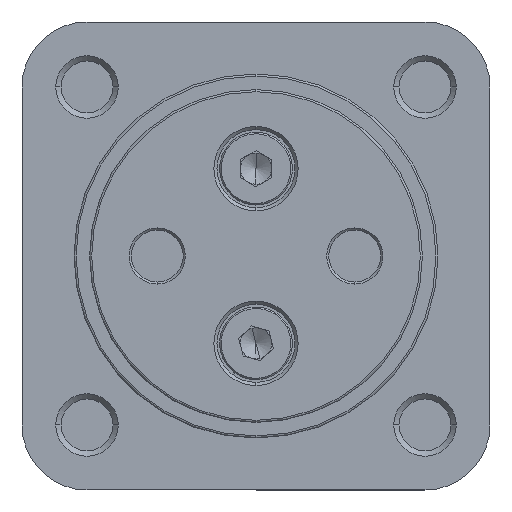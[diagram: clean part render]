
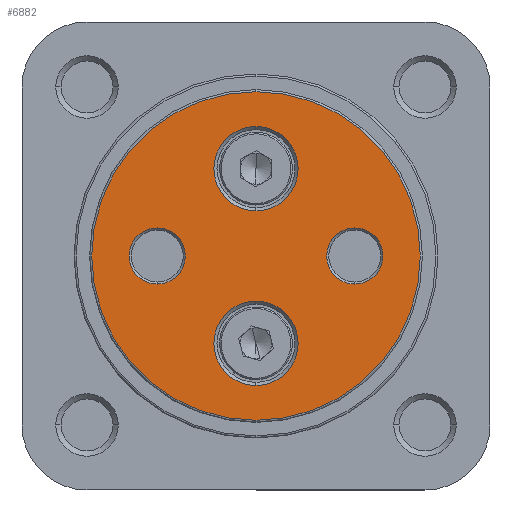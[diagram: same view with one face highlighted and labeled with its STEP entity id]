
A CAD part, left-side view. The second image highlights one B-rep face of the part: STEP entity #6882.
In plain terms, the highlighted planar face has unit normal (-1, 0, 0).
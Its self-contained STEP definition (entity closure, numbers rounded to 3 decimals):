
#14 = EDGE_CURVE ( 'NONE', #3088, #3087, #2016, .T. ) ;
#132 = ORIENTED_EDGE ( 'NONE', *, *, #527, .T. ) ;
#141 = ORIENTED_EDGE ( 'NONE', *, *, #521, .T. ) ;
#142 = ORIENTED_EDGE ( 'NONE', *, *, #7618, .T. ) ;
#143 = ORIENTED_EDGE ( 'NONE', *, *, #528, .T. ) ;
#152 = ORIENTED_EDGE ( 'NONE', *, *, #14, .T. ) ;
#162 = ORIENTED_EDGE ( 'NONE', *, *, #475, .T. ) ;
#163 = ORIENTED_EDGE ( 'NONE', *, *, #426, .T. ) ;
#165 = ORIENTED_EDGE ( 'NONE', *, *, #447, .T. ) ;
#167 = ORIENTED_EDGE ( 'NONE', *, *, #443, .T. ) ;
#207 = ORIENTED_EDGE ( 'NONE', *, *, #479, .T. ) ;
#426 = EDGE_CURVE ( 'NONE', #3087, #3088, #2861, .T. ) ;
#443 = EDGE_CURVE ( 'NONE', #3110, #3109, #2882, .T. ) ;
#447 = EDGE_CURVE ( 'NONE', #3114, #3113, #2888, .T. ) ;
#475 = EDGE_CURVE ( 'NONE', #3142, #3141, #537, .T. ) ;
#479 = EDGE_CURVE ( 'NONE', #3146, #3145, #544, .T. ) ;
#521 = EDGE_CURVE ( 'NONE', #3145, #3146, #608, .T. ) ;
#527 = EDGE_CURVE ( 'NONE', #3141, #3142, #616, .T. ) ;
#528 = EDGE_CURVE ( 'NONE', #3109, #3110, #618, .T. ) ;
#537 = CIRCLE ( 'NONE', #8045, 2.7 ) ;
#544 = CIRCLE ( 'NONE', #8046, 2.7 ) ;
#608 = CIRCLE ( 'NONE', #8063, 2.7 ) ;
#616 = CIRCLE ( 'NONE', #8069, 2.7 ) ;
#618 = CIRCLE ( 'NONE', #8070, 4.05 ) ;
#733 = FACE_BOUND ( 'NONE', #2157, .T. ) ;
#737 = FACE_OUTER_BOUND ( 'NONE', #2153, .T. ) ;
#743 = FACE_BOUND ( 'NONE', #2155, .T. ) ;
#745 = FACE_BOUND ( 'NONE', #2144, .T. ) ;
#747 = FACE_BOUND ( 'NONE', #2156, .T. ) ;
#1243 = CIRCLE ( 'NONE', #8410, 4.05 ) ;
#2016 = CIRCLE ( 'NONE', #7932, 15.8 ) ;
#2144 = EDGE_LOOP ( 'NONE', ( #167, #143 ) ) ;
#2153 = EDGE_LOOP ( 'NONE', ( #152, #163 ) ) ;
#2155 = EDGE_LOOP ( 'NONE', ( #165, #142 ) ) ;
#2156 = EDGE_LOOP ( 'NONE', ( #207, #141 ) ) ;
#2157 = EDGE_LOOP ( 'NONE', ( #162, #132 ) ) ;
#2861 = CIRCLE ( 'NONE', #8017, 15.8 ) ;
#2882 = CIRCLE ( 'NONE', #8028, 4.05 ) ;
#2888 = CIRCLE ( 'NONE', #8029, 4.05 ) ;
#3087 = VERTEX_POINT ( 'NONE', #4278 ) ;
#3088 = VERTEX_POINT ( 'NONE', #4279 ) ;
#3109 = VERTEX_POINT ( 'NONE', #4300 ) ;
#3110 = VERTEX_POINT ( 'NONE', #4301 ) ;
#3113 = VERTEX_POINT ( 'NONE', #4304 ) ;
#3114 = VERTEX_POINT ( 'NONE', #4305 ) ;
#3141 = VERTEX_POINT ( 'NONE', #4354 ) ;
#3142 = VERTEX_POINT ( 'NONE', #4355 ) ;
#3145 = VERTEX_POINT ( 'NONE', #4358 ) ;
#3146 = VERTEX_POINT ( 'NONE', #4359 ) ;
#3221 = CARTESIAN_POINT ( 'NONE',  ( 0., 0., 0. ) ) ;
#3228 = DIRECTION ( 'NONE',  ( -1., 0., 0. ) ) ;
#3230 = DIRECTION ( 'NONE',  ( 0., 0., -1. ) ) ;
#3767 = CARTESIAN_POINT ( 'NONE',  ( 0., 0., 0. ) ) ;
#3769 = DIRECTION ( 'NONE',  ( -1., 0., 0. ) ) ;
#3770 = DIRECTION ( 'NONE',  ( 0., 0., -1. ) ) ;
#3814 = CARTESIAN_POINT ( 'NONE',  ( 0., 0., 8.4 ) ) ;
#3815 = DIRECTION ( 'NONE',  ( 1., 0., 0. ) ) ;
#3816 = DIRECTION ( 'NONE',  ( 0., 0., -1. ) ) ;
#3824 = CARTESIAN_POINT ( 'NONE',  ( 0., 0., -8.4 ) ) ;
#3825 = DIRECTION ( 'NONE',  ( 1., 0., 0. ) ) ;
#3826 = DIRECTION ( 'NONE',  ( 0., 0., -1. ) ) ;
#3894 = CARTESIAN_POINT ( 'NONE',  ( 0., 9.5, 0. ) ) ;
#3895 = DIRECTION ( 'NONE',  ( 1., 0., 0. ) ) ;
#3896 = DIRECTION ( 'NONE',  ( 0., 0., -1. ) ) ;
#3904 = CARTESIAN_POINT ( 'NONE',  ( 0., -9.5, 0. ) ) ;
#3905 = DIRECTION ( 'NONE',  ( 1., 0., 0. ) ) ;
#3906 = DIRECTION ( 'NONE',  ( 0., 0., -1. ) ) ;
#3999 = CARTESIAN_POINT ( 'NONE',  ( 0., -9.5, 0. ) ) ;
#4006 = DIRECTION ( 'NONE',  ( 1., 0., 0. ) ) ;
#4007 = DIRECTION ( 'NONE',  ( 0., 0., -1. ) ) ;
#4017 = CARTESIAN_POINT ( 'NONE',  ( 0., 9.5, 0. ) ) ;
#4020 = CARTESIAN_POINT ( 'NONE',  ( 0., 0., 8.4 ) ) ;
#4024 = DIRECTION ( 'NONE',  ( 1., 0., 0. ) ) ;
#4025 = DIRECTION ( 'NONE',  ( 0., 0., -1. ) ) ;
#4028 = DIRECTION ( 'NONE',  ( 1., 0., 0. ) ) ;
#4029 = DIRECTION ( 'NONE',  ( 0., 0., -1. ) ) ;
#4278 = CARTESIAN_POINT ( 'NONE',  ( 0., 0., 15.8 ) ) ;
#4279 = CARTESIAN_POINT ( 'NONE',  ( 0., 0., -15.8 ) ) ;
#4300 = CARTESIAN_POINT ( 'NONE',  ( 0., 0., 4.35 ) ) ;
#4301 = CARTESIAN_POINT ( 'NONE',  ( 0., 0., 12.45 ) ) ;
#4304 = CARTESIAN_POINT ( 'NONE',  ( 0., 0., -12.45 ) ) ;
#4305 = CARTESIAN_POINT ( 'NONE',  ( 0., 0., -4.35 ) ) ;
#4354 = CARTESIAN_POINT ( 'NONE',  ( 0., 9.5, -2.7 ) ) ;
#4355 = CARTESIAN_POINT ( 'NONE',  ( 0., 9.5, 2.7 ) ) ;
#4358 = CARTESIAN_POINT ( 'NONE',  ( 0., -9.5, -2.7 ) ) ;
#4359 = CARTESIAN_POINT ( 'NONE',  ( 0., -9.5, 2.7 ) ) ;
#4626 = CARTESIAN_POINT ( 'NONE',  ( 0., 0., 0. ) ) ;
#4635 = PLANE ( 'NONE',  #8135 ) ;
#4638 = DIRECTION ( 'NONE',  ( 1., 0., 0. ) ) ;
#4639 = DIRECTION ( 'NONE',  ( 0., 0., -1. ) ) ;
#5586 = CARTESIAN_POINT ( 'NONE',  ( 0., 0., -8.4 ) ) ;
#5587 = DIRECTION ( 'NONE',  ( 1., 0., 0. ) ) ;
#5588 = DIRECTION ( 'NONE',  ( 0., 0., -1. ) ) ;
#6882 = ADVANCED_FACE ( 'NONE', ( #737, #743, #745, #747, #733 ), #4635, .F. ) ;
#7618 = EDGE_CURVE ( 'NONE', #3113, #3114, #1243, .T. ) ;
#7932 = AXIS2_PLACEMENT_3D ( 'NONE', #3221, #3228, #3230 ) ;
#8017 = AXIS2_PLACEMENT_3D ( 'NONE', #3767, #3769, #3770 ) ;
#8028 = AXIS2_PLACEMENT_3D ( 'NONE', #3814, #3815, #3816 ) ;
#8029 = AXIS2_PLACEMENT_3D ( 'NONE', #3824, #3825, #3826 ) ;
#8045 = AXIS2_PLACEMENT_3D ( 'NONE', #3894, #3895, #3896 ) ;
#8046 = AXIS2_PLACEMENT_3D ( 'NONE', #3904, #3905, #3906 ) ;
#8063 = AXIS2_PLACEMENT_3D ( 'NONE', #3999, #4006, #4007 ) ;
#8069 = AXIS2_PLACEMENT_3D ( 'NONE', #4017, #4024, #4025 ) ;
#8070 = AXIS2_PLACEMENT_3D ( 'NONE', #4020, #4028, #4029 ) ;
#8135 = AXIS2_PLACEMENT_3D ( 'NONE', #4626, #4638, #4639 ) ;
#8410 = AXIS2_PLACEMENT_3D ( 'NONE', #5586, #5587, #5588 ) ;
